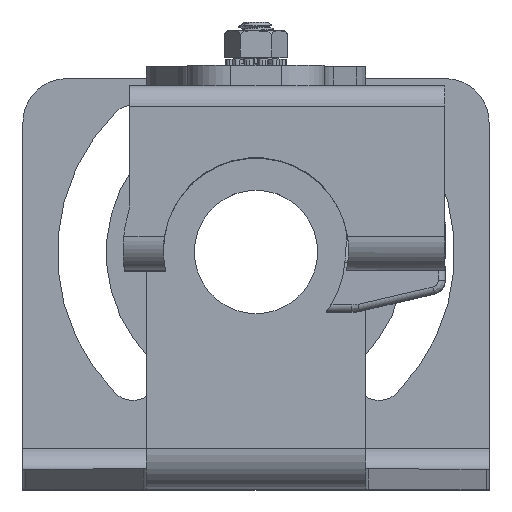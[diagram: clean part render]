
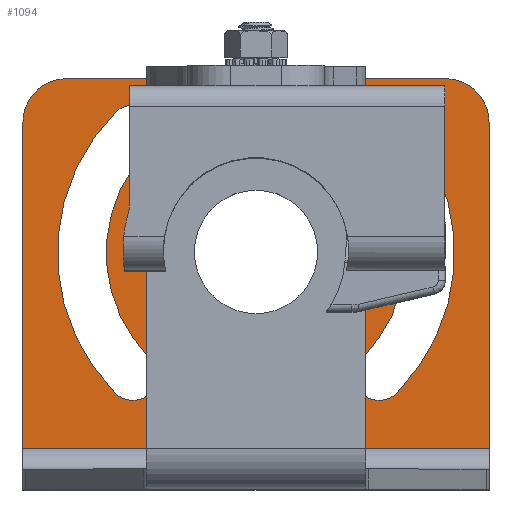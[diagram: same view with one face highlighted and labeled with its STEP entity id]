
A CAD part, top view. The second image highlights one B-rep face of the part: STEP entity #1094.
In plain terms, the highlighted planar face has unit normal (0, 0, 1).
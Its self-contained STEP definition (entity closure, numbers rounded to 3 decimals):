
#81=CARTESIAN_POINT('',(0.,1.6,3.));
#82=DIRECTION('',(0.,0.,-1.));
#83=DIRECTION('',(1.,0.,0.));
#84=AXIS2_PLACEMENT_3D('',#81,#82,#83);
#86=CARTESIAN_POINT('',(0.,1.6,3.));
#87=DIRECTION('',(0.,0.,-1.));
#88=DIRECTION('',(-1.,0.,0.));
#89=AXIS2_PLACEMENT_3D('',#86,#87,#88);
#91=CARTESIAN_POINT('',(-17.961,19.561,3.));
#92=DIRECTION('',(0.,0.,-1.));
#93=DIRECTION('',(-0.707,0.707,0.));
#94=AXIS2_PLACEMENT_3D('',#91,#92,#93);
#96=CARTESIAN_POINT('',(0.,1.6,3.));
#97=DIRECTION('',(0.,0.,-1.));
#98=DIRECTION('',(-0.707,-0.707,0.));
#99=AXIS2_PLACEMENT_3D('',#96,#97,#98);
#101=CARTESIAN_POINT('',(-17.961,-16.361,3.));
#102=DIRECTION('',(0.,0.,-1.));
#103=DIRECTION('',(0.707,0.707,0.));
#104=AXIS2_PLACEMENT_3D('',#101,#102,#103);
#106=CARTESIAN_POINT('',(0.,1.6,3.));
#107=DIRECTION('',(0.,0.,1.));
#108=DIRECTION('',(-0.707,0.707,0.));
#109=AXIS2_PLACEMENT_3D('',#106,#107,#108);
#111=CARTESIAN_POINT('',(17.961,-16.361,3.));
#112=DIRECTION('',(0.,0.,-1.));
#113=DIRECTION('',(0.707,-0.707,0.));
#114=AXIS2_PLACEMENT_3D('',#111,#112,#113);
#116=CARTESIAN_POINT('',(0.,1.6,3.));
#117=DIRECTION('',(0.,0.,-1.));
#118=DIRECTION('',(0.707,0.707,0.));
#119=AXIS2_PLACEMENT_3D('',#116,#117,#118);
#121=CARTESIAN_POINT('',(17.961,19.561,3.));
#122=DIRECTION('',(0.,0.,-1.));
#123=DIRECTION('',(-0.707,-0.707,0.));
#124=AXIS2_PLACEMENT_3D('',#121,#122,#123);
#126=CARTESIAN_POINT('',(0.,1.6,3.));
#127=DIRECTION('',(0.,0.,1.));
#128=DIRECTION('',(0.707,-0.707,0.));
#129=AXIS2_PLACEMENT_3D('',#126,#127,#128);
#131=CARTESIAN_POINT('',(-27.65,20.65,3.));
#132=DIRECTION('',(0.,0.,1.));
#133=DIRECTION('',(0.,1.,0.));
#134=AXIS2_PLACEMENT_3D('',#131,#132,#133);
#136=DIRECTION('',(-1.,0.,0.));
#137=VECTOR('',#136,55.3);
#138=CARTESIAN_POINT('',(27.65,27.,3.));
#139=LINE('',#138,#137);
#140=CARTESIAN_POINT('',(27.65,20.65,3.));
#141=DIRECTION('',(0.,0.,1.));
#142=DIRECTION('',(1.,0.,0.));
#143=AXIS2_PLACEMENT_3D('',#140,#141,#142);
#145=DIRECTION('',(0.,1.,0.));
#146=VECTOR('',#145,47.65);
#147=CARTESIAN_POINT('',(34.,-27.,3.));
#148=LINE('',#147,#146);
#149=DIRECTION('',(0.,-1.,0.));
#150=VECTOR('',#149,47.65);
#151=CARTESIAN_POINT('',(-34.,20.65,3.));
#152=LINE('',#151,#150);
#670=DIRECTION('',(1.,0.,0.));
#671=VECTOR('',#670,68.);
#672=CARTESIAN_POINT('',(-34.,-27.,3.));
#673=LINE('',#672,#671);
#773=CARTESIAN_POINT('',(34.,-27.,3.));
#774=VERTEX_POINT('',#773);
#775=CARTESIAN_POINT('',(-34.,-27.,3.));
#776=VERTEX_POINT('',#775);
#829=CARTESIAN_POINT('',(10.,1.6,3.));
#830=CARTESIAN_POINT('',(-10.,1.6,3.));
#831=VERTEX_POINT('',#829);
#832=VERTEX_POINT('',#830);
#833=CARTESIAN_POINT('',(-20.484,22.084,3.));
#834=CARTESIAN_POINT('',(-15.437,17.037,3.));
#835=VERTEX_POINT('',#833);
#836=VERTEX_POINT('',#834);
#837=CARTESIAN_POINT('',(-15.437,-13.837,3.));
#838=VERTEX_POINT('',#837);
#839=CARTESIAN_POINT('',(-20.484,-18.884,3.));
#840=VERTEX_POINT('',#839);
#841=CARTESIAN_POINT('',(20.484,-18.884,3.));
#842=CARTESIAN_POINT('',(15.437,-13.837,3.));
#843=VERTEX_POINT('',#841);
#844=VERTEX_POINT('',#842);
#845=CARTESIAN_POINT('',(15.437,17.037,3.));
#846=VERTEX_POINT('',#845);
#847=CARTESIAN_POINT('',(20.484,22.084,3.));
#848=VERTEX_POINT('',#847);
#885=CARTESIAN_POINT('',(-27.65,27.,3.));
#886=VERTEX_POINT('',#885);
#887=CARTESIAN_POINT('',(-34.,20.65,3.));
#888=VERTEX_POINT('',#887);
#893=CARTESIAN_POINT('',(34.,20.65,3.));
#894=VERTEX_POINT('',#893);
#895=CARTESIAN_POINT('',(27.65,27.,3.));
#896=VERTEX_POINT('',#895);
#1051=CARTESIAN_POINT('',(0.,0.,3.));
#1052=DIRECTION('',(0.,0.,1.));
#1053=DIRECTION('',(1.,0.,0.));
#1054=AXIS2_PLACEMENT_3D('',#1051,#1052,#1053);
#1055=PLANE('',#1054);
#1057=ORIENTED_EDGE('',*,*,#1056,.F.);
#1059=ORIENTED_EDGE('',*,*,#1058,.F.);
#1061=ORIENTED_EDGE('',*,*,#1060,.F.);
#1063=ORIENTED_EDGE('',*,*,#1062,.F.);
#1065=ORIENTED_EDGE('',*,*,#1064,.F.);
#1067=ORIENTED_EDGE('',*,*,#1066,.F.);
#1068=EDGE_LOOP('',(#1057,#1059,#1061,#1063,#1065,#1067));
#1069=FACE_OUTER_BOUND('',#1068,.F.);
#1071=ORIENTED_EDGE('',*,*,#1070,.F.);
#1073=ORIENTED_EDGE('',*,*,#1072,.F.);
#1075=ORIENTED_EDGE('',*,*,#1074,.F.);
#1077=ORIENTED_EDGE('',*,*,#1076,.F.);
#1078=EDGE_LOOP('',(#1071,#1073,#1075,#1077));
#1079=FACE_BOUND('',#1078,.F.);
#1081=ORIENTED_EDGE('',*,*,#1080,.F.);
#1083=ORIENTED_EDGE('',*,*,#1082,.F.);
#1085=ORIENTED_EDGE('',*,*,#1084,.F.);
#1087=ORIENTED_EDGE('',*,*,#1086,.F.);
#1088=EDGE_LOOP('',(#1081,#1083,#1085,#1087));
#1089=FACE_BOUND('',#1088,.F.);
#1090=ORIENTED_EDGE('',*,*,#1031,.F.);
#1091=ORIENTED_EDGE('',*,*,#1045,.F.);
#1092=EDGE_LOOP('',(#1090,#1091));
#1093=FACE_BOUND('',#1092,.F.);
#1094=ADVANCED_FACE('',(#1069,#1079,#1089,#1093),#1055,.T.);
#85=CIRCLE('',#84,10.);
#90=CIRCLE('',#89,10.);
#95=CIRCLE('',#94,3.569);
#100=CIRCLE('',#99,28.969);
#105=CIRCLE('',#104,3.569);
#110=CIRCLE('',#109,21.831);
#115=CIRCLE('',#114,3.569);
#120=CIRCLE('',#119,28.969);
#125=CIRCLE('',#124,3.569);
#130=CIRCLE('',#129,21.831);
#135=CIRCLE('',#134,6.35);
#144=CIRCLE('',#143,6.35);
#1031=EDGE_CURVE('',#831,#832,#85,.T.);
#1045=EDGE_CURVE('',#832,#831,#90,.T.);
#1056=EDGE_CURVE('',#886,#888,#135,.T.);
#1058=EDGE_CURVE('',#896,#886,#139,.T.);
#1060=EDGE_CURVE('',#894,#896,#144,.T.);
#1062=EDGE_CURVE('',#774,#894,#148,.T.);
#1064=EDGE_CURVE('',#776,#774,#673,.T.);
#1066=EDGE_CURVE('',#888,#776,#152,.T.);
#1070=EDGE_CURVE('',#835,#836,#95,.T.);
#1072=EDGE_CURVE('',#840,#835,#100,.T.);
#1074=EDGE_CURVE('',#838,#840,#105,.T.);
#1076=EDGE_CURVE('',#836,#838,#110,.T.);
#1080=EDGE_CURVE('',#843,#844,#115,.T.);
#1082=EDGE_CURVE('',#848,#843,#120,.T.);
#1084=EDGE_CURVE('',#846,#848,#125,.T.);
#1086=EDGE_CURVE('',#844,#846,#130,.T.);
